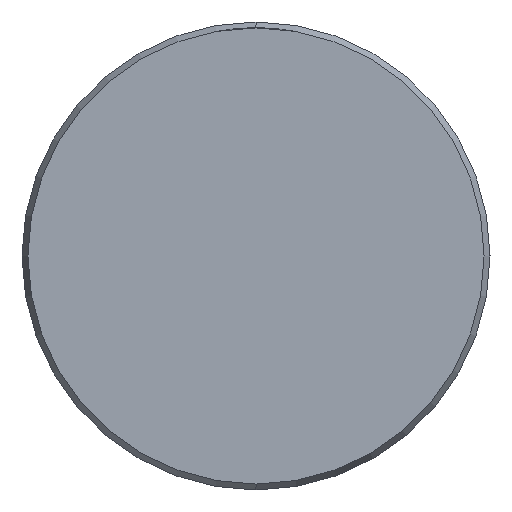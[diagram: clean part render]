
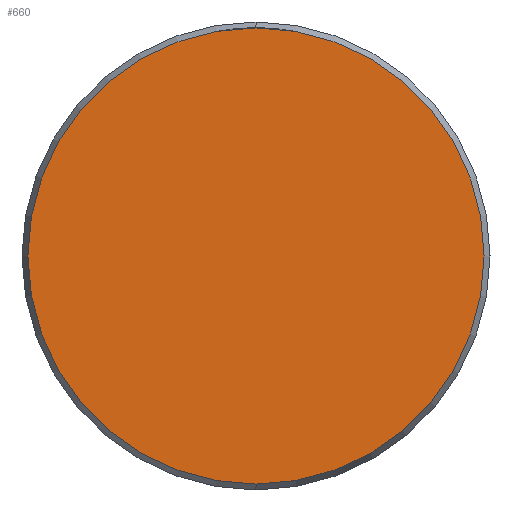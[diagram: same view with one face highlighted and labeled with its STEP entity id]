
A CAD part, left-side view. The second image highlights one B-rep face of the part: STEP entity #660.
In plain terms, the highlighted planar face has unit normal (-1, 0, 0).
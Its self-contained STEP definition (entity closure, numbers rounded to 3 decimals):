
#409 = CARTESIAN_POINT ( 'NONE',  ( 0., 0., 0. ) ) ;
#468 = DIRECTION ( 'NONE',  ( 0., 0., -1. ) ) ;
#511 = CARTESIAN_POINT ( 'NONE',  ( 0., 0., 0. ) ) ;
#579 = CARTESIAN_POINT ( 'NONE',  ( 0., 0., 0. ) ) ;
#660 = ADVANCED_FACE ( 'NONE', ( #2476 ), #4066, .F. ) ;
#855 = DIRECTION ( 'NONE',  ( 1., 0., 0. ) ) ;
#909 = EDGE_CURVE ( 'NONE', #1123, #2980, #3065, .T. ) ;
#920 = CIRCLE ( 'NONE', #1661, 19.25 ) ;
#1123 = VERTEX_POINT ( 'NONE', #2832 ) ;
#1208 = DIRECTION ( 'NONE',  ( 0., 0., -1. ) ) ;
#1280 = AXIS2_PLACEMENT_3D ( 'NONE', #409, #3222, #2198 ) ;
#1464 = AXIS2_PLACEMENT_3D ( 'NONE', #579, #3028, #1208 ) ;
#1661 = AXIS2_PLACEMENT_3D ( 'NONE', #511, #855, #468 ) ;
#1796 = EDGE_CURVE ( 'NONE', #2980, #1123, #920, .T. ) ;
#2191 = CARTESIAN_POINT ( 'NONE',  ( 0., 0., -19.25 ) ) ;
#2198 = DIRECTION ( 'NONE',  ( 0., 0., -1. ) ) ;
#2476 = FACE_OUTER_BOUND ( 'NONE', #4382, .T. ) ;
#2547 = ORIENTED_EDGE ( 'NONE', *, *, #909, .F. ) ;
#2832 = CARTESIAN_POINT ( 'NONE',  ( 0., 0., 19.25 ) ) ;
#2980 = VERTEX_POINT ( 'NONE', #2191 ) ;
#3028 = DIRECTION ( 'NONE',  ( 1., 0., 0. ) ) ;
#3065 = CIRCLE ( 'NONE', #1280, 19.25 ) ;
#3222 = DIRECTION ( 'NONE',  ( 1., 0., 0. ) ) ;
#3481 = ORIENTED_EDGE ( 'NONE', *, *, #1796, .F. ) ;
#4066 = PLANE ( 'NONE',  #1464 ) ;
#4382 = EDGE_LOOP ( 'NONE', ( #3481, #2547 ) ) ;
